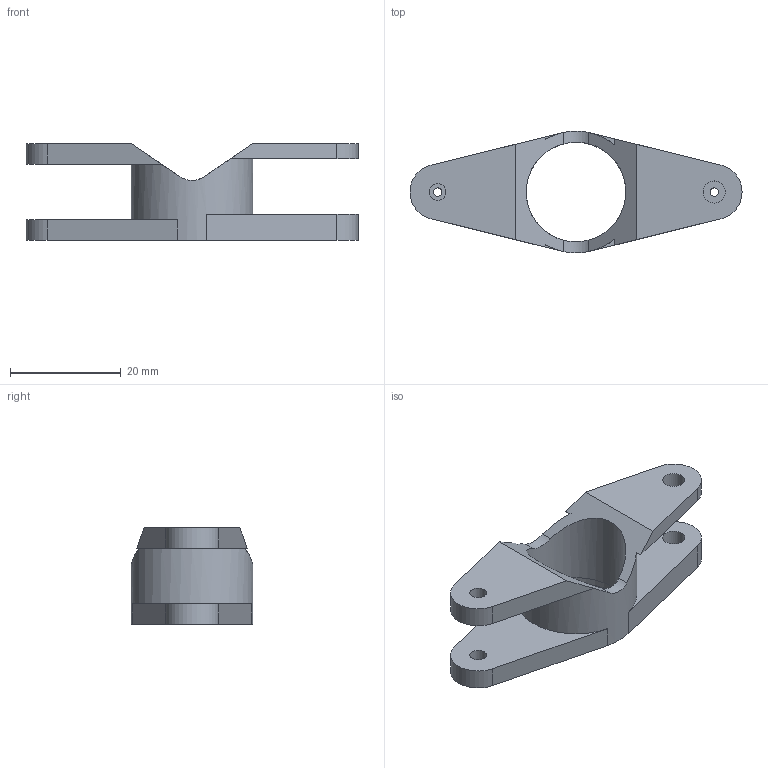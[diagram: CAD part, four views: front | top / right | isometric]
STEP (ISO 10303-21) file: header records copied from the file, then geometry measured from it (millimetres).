
FILE_DESCRIPTION(/* description */ ('Unknown'),/* implementation_level */ '2;1');
FILE_NAME(/* name */ 'Lenkwinkel2.0',/* time_stamp */ '2024-01-15T17:22:10+01:00',/* author */ ('Unknown'),/* organization */ ('Unknown'),/* preprocessor_version */ 'ST-DEVELOPER v18.104',/* originating_system */ 'Solid Edge',/* authorisation */ 'Unknown');
FILE_SCHEMA (('AUTOMOTIVE_DESIGN {1 0 10303 214 3 1 1}'));
Length unit declared in the file: millimetre
Products named in the file (1): Lenkwinkel2.0
Bounding box: 60 x 22 x 17.5 mm (x, y, z)
Volume: 5413.9 mm3; surface area: 4803.8 mm2
Topology: 1 solids, 1 shells, 36 faces, 97 edges, 64 vertices
Faces by surface type: plane 21, cylinder 15
Full cylindrical faces by diameter (mm): 1.5 x2, 3 x2, 4 x2, 18 x1, 22 x1
Entity records: 1131 total; most frequent: CARTESIAN_POINT 200, DIRECTION 191, ORIENTED_EDGE 172, EDGE_CURVE 86, AXIS2_PLACEMENT_3D 72, VERTEX_POINT 61, EDGE_LOOP 55, FACE_BOUND 55
